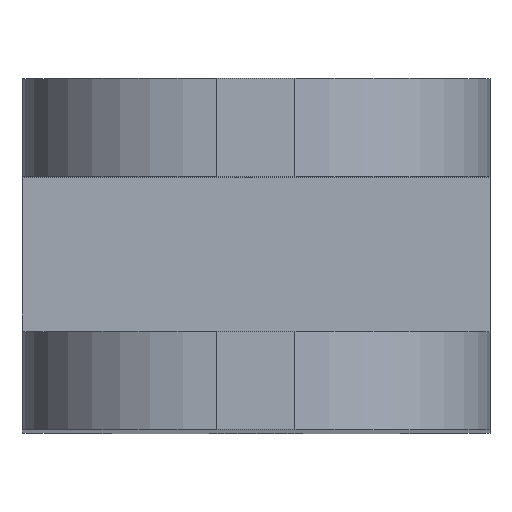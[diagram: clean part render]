
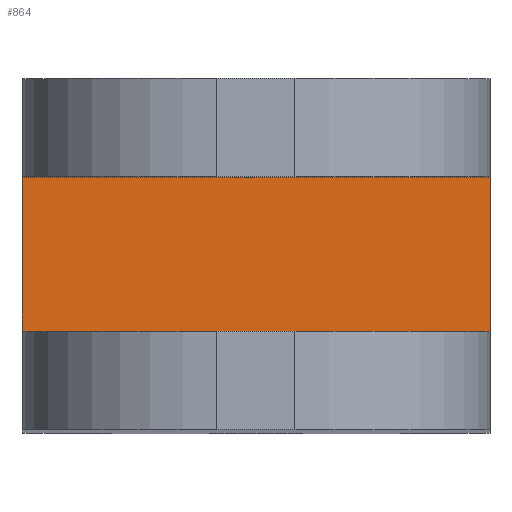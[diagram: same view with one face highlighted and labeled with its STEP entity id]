
A CAD part, top view. The second image highlights one B-rep face of the part: STEP entity #864.
In plain terms, the highlighted planar face has unit normal (0, 0, 1).
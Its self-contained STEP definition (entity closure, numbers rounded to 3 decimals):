
#844=AXIS2_PLACEMENT_3D('Plane Axis2P3D',#841,#842,#843) ;
#407=CARTESIAN_POINT('Vertex',(12.,-19.066,-13.938)) ;
#410=CARTESIAN_POINT('Line Origine',(12.,-23.034,-13.938)) ;
#414=CARTESIAN_POINT('Vertex',(12.,-27.003,-13.938)) ;
#604=CARTESIAN_POINT('Vertex',(-12.,-19.066,-13.938)) ;
#607=CARTESIAN_POINT('Line Origine',(0.,-19.066,-13.938)) ;
#841=CARTESIAN_POINT('Axis2P3D Location',(0.,-19.066,-13.938)) ;
#846=CARTESIAN_POINT('Line Origine',(-12.,-23.034,-13.938)) ;
#850=CARTESIAN_POINT('Vertex',(-12.,-27.003,-13.938)) ;
#853=CARTESIAN_POINT('Line Origine',(0.,-27.003,-13.938)) ;
#411=DIRECTION('Vector Direction',(0.,-1.,0.)) ;
#608=DIRECTION('Vector Direction',(1.,0.,0.)) ;
#842=DIRECTION('Axis2P3D Direction',(-0.,0.,1.)) ;
#843=DIRECTION('Axis2P3D XDirection',(0.,-1.,0.)) ;
#847=DIRECTION('Vector Direction',(0.,-1.,0.)) ;
#854=DIRECTION('Vector Direction',(1.,0.,0.)) ;
#412=VECTOR('Line Direction',#411,1.) ;
#609=VECTOR('Line Direction',#608,1.) ;
#848=VECTOR('Line Direction',#847,1.) ;
#855=VECTOR('Line Direction',#854,1.) ;
#859=ORIENTED_EDGE('',*,*,#611,.F.) ;
#860=ORIENTED_EDGE('',*,*,#852,.F.) ;
#861=ORIENTED_EDGE('',*,*,#857,.T.) ;
#862=ORIENTED_EDGE('',*,*,#416,.T.) ;
#864=ADVANCED_FACE('PartBody',(#863),#845,.T.) ;
#416=EDGE_CURVE('',#415,#408,#413,.F.) ;
#611=EDGE_CURVE('',#605,#408,#610,.T.) ;
#852=EDGE_CURVE('',#851,#605,#849,.F.) ;
#857=EDGE_CURVE('',#851,#415,#856,.T.) ;
#858=EDGE_LOOP('',(#859,#860,#861,#862)) ;
#863=FACE_OUTER_BOUND('',#858,.T.) ;
#413=LINE('Line',#410,#412) ;
#610=LINE('Line',#607,#609) ;
#849=LINE('Line',#846,#848) ;
#856=LINE('Line',#853,#855) ;
#845=PLANE('',#844) ;
#408=VERTEX_POINT('',#407) ;
#415=VERTEX_POINT('',#414) ;
#605=VERTEX_POINT('',#604) ;
#851=VERTEX_POINT('',#850) ;
